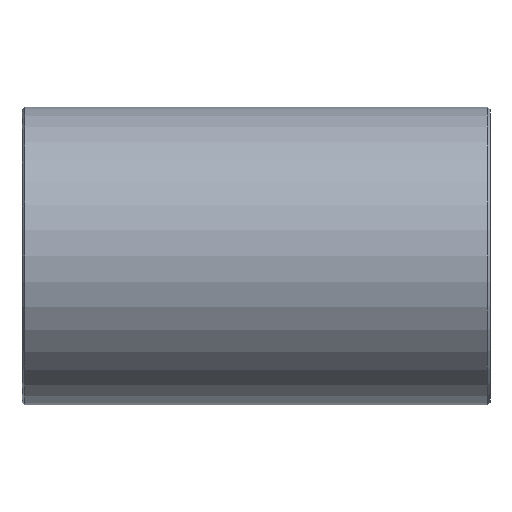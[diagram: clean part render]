
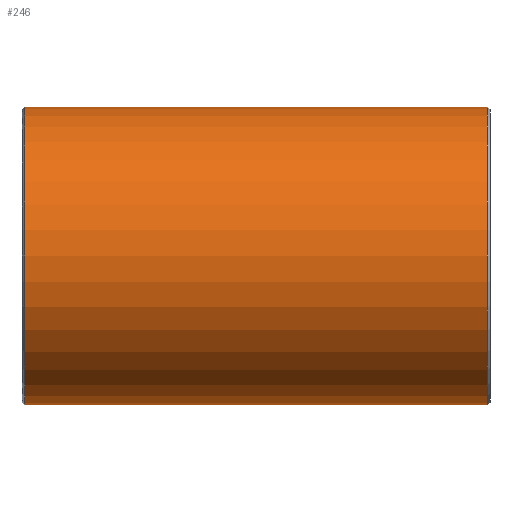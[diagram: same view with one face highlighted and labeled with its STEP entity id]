
A CAD part, front view. The second image highlights one B-rep face of the part: STEP entity #246.
In plain terms, the highlighted cylindrical face has radius 177.8 mm (diameter 355.6 mm), a partial arc.
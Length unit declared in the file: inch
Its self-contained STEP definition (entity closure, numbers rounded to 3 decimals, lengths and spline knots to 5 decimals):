
#11 = CARTESIAN_POINT ( 'NONE',  ( 11., 0., 0. ) ) ;
#19 = CARTESIAN_POINT ( 'NONE',  ( -10.875, 0., 7. ) ) ;
#35 = EDGE_CURVE ( 'NONE', #269, #403, #742, .T. ) ;
#39 = CARTESIAN_POINT ( 'NONE',  ( -10.875, 0., 0. ) ) ;
#67 = VECTOR ( 'NONE', #556, 39.37008 ) ;
#150 = DIRECTION ( 'NONE',  ( 0., 0., -1. ) ) ;
#152 = DIRECTION ( 'NONE',  ( 1., 0., 0. ) ) ;
#184 = VERTEX_POINT ( 'NONE', #833 ) ;
#191 = EDGE_CURVE ( 'NONE', #184, #263, #321, .T. ) ;
#207 = CARTESIAN_POINT ( 'NONE',  ( 10.875, 0., 0. ) ) ;
#246 = ADVANCED_FACE ( 'NONE', ( #352 ), #415, .T. ) ;
#252 = AXIS2_PLACEMENT_3D ( 'NONE', #39, #152, #828 ) ;
#263 = VERTEX_POINT ( 'NONE', #291 ) ;
#269 = VERTEX_POINT ( 'NONE', #19 ) ;
#277 = ORIENTED_EDGE ( 'NONE', *, *, #752, .T. ) ;
#291 = CARTESIAN_POINT ( 'NONE',  ( 10.875, 0., 7. ) ) ;
#321 = CIRCLE ( 'NONE', #769, 7. ) ;
#322 = EDGE_CURVE ( 'NONE', #184, #403, #563, .T. ) ;
#352 = FACE_OUTER_BOUND ( 'NONE', #483, .T. ) ;
#403 = VERTEX_POINT ( 'NONE', #543 ) ;
#408 = ORIENTED_EDGE ( 'NONE', *, *, #191, .T. ) ;
#415 = CYLINDRICAL_SURFACE ( 'NONE', #656, 7. ) ;
#462 = VECTOR ( 'NONE', #679, 39.37008 ) ;
#483 = EDGE_LOOP ( 'NONE', ( #779, #408, #277, #607 ) ) ;
#532 = CARTESIAN_POINT ( 'NONE',  ( 11., 0., 7. ) ) ;
#543 = CARTESIAN_POINT ( 'NONE',  ( -10.875, 0., -7. ) ) ;
#556 = DIRECTION ( 'NONE',  ( -1., 0., 0. ) ) ;
#563 = LINE ( 'NONE', #823, #462 ) ;
#607 = ORIENTED_EDGE ( 'NONE', *, *, #35, .T. ) ;
#656 = AXIS2_PLACEMENT_3D ( 'NONE', #11, #693, #827 ) ;
#679 = DIRECTION ( 'NONE',  ( -1., 0., 0. ) ) ;
#693 = DIRECTION ( 'NONE',  ( -1., 0., 0. ) ) ;
#742 = CIRCLE ( 'NONE', #252, 7. ) ;
#749 = DIRECTION ( 'NONE',  ( -1., 0., 0. ) ) ;
#752 = EDGE_CURVE ( 'NONE', #263, #269, #870, .T. ) ;
#769 = AXIS2_PLACEMENT_3D ( 'NONE', #207, #749, #150 ) ;
#779 = ORIENTED_EDGE ( 'NONE', *, *, #322, .F. ) ;
#823 = CARTESIAN_POINT ( 'NONE',  ( 11., 0., -7. ) ) ;
#827 = DIRECTION ( 'NONE',  ( 0., 0., 1. ) ) ;
#828 = DIRECTION ( 'NONE',  ( 0., 0., 1. ) ) ;
#833 = CARTESIAN_POINT ( 'NONE',  ( 10.875, 0., -7. ) ) ;
#870 = LINE ( 'NONE', #532, #67 ) ;
